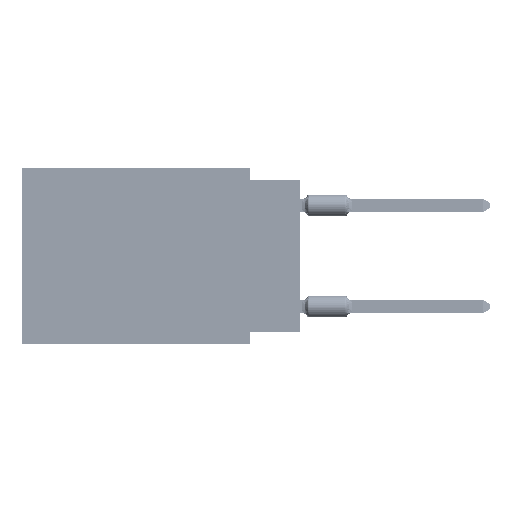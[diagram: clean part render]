
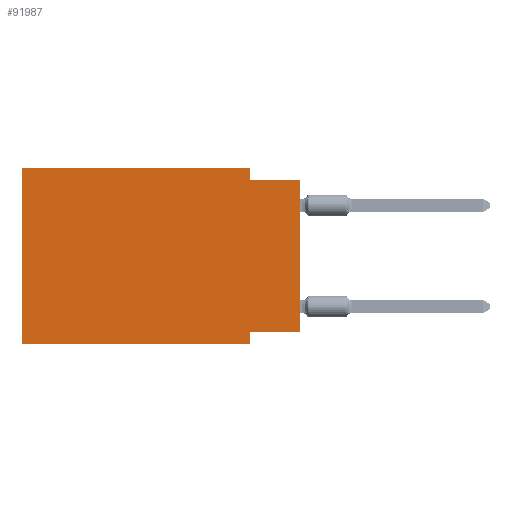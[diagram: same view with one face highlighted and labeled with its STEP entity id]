
A CAD part, left-side view. The second image highlights one B-rep face of the part: STEP entity #91987.
In plain terms, the highlighted planar face has unit normal (-1, 0, 0).
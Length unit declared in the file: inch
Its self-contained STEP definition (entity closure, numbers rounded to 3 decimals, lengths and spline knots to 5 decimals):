
#1587 = DIRECTION ( 'NONE',  ( 0., 0., 1. ) ) ;
#2009 = EDGE_CURVE ( 'NONE', #74157, #94398, #50983, .T. ) ;
#2296 = VERTEX_POINT ( 'NONE', #79839 ) ;
#2744 = VECTOR ( 'NONE', #93448, 39.37008 ) ;
#2952 = CARTESIAN_POINT ( 'NONE',  ( 0., 0.55, -0.35 ) ) ;
#4461 = PLANE ( 'NONE',  #52007 ) ;
#5208 = EDGE_CURVE ( 'NONE', #2296, #94398, #38814, .T. ) ;
#7500 = ORIENTED_EDGE ( 'NONE', *, *, #86394, .F. ) ;
#12243 = CARTESIAN_POINT ( 'NONE',  ( 0., 0.55, 0. ) ) ;
#12292 = LINE ( 'NONE', #87519, #33448 ) ;
#12817 = DIRECTION ( 'NONE',  ( 0., 0., -1. ) ) ;
#16125 = DIRECTION ( 'NONE',  ( 0., 0., 1. ) ) ;
#16842 = ORIENTED_EDGE ( 'NONE', *, *, #21216, .F. ) ;
#21028 = ORIENTED_EDGE ( 'NONE', *, *, #36818, .T. ) ;
#21216 = EDGE_CURVE ( 'NONE', #64925, #87234, #12292, .T. ) ;
#21484 = CARTESIAN_POINT ( 'NONE',  ( 0., 0.1, 0. ) ) ;
#21999 = LINE ( 'NONE', #12243, #72171 ) ;
#32067 = VECTOR ( 'NONE', #80395, 39.37008 ) ;
#33448 = VECTOR ( 'NONE', #12817, 39.37008 ) ;
#34849 = EDGE_CURVE ( 'NONE', #70798, #61972, #21999, .T. ) ;
#35177 = ORIENTED_EDGE ( 'NONE', *, *, #50826, .F. ) ;
#36654 = CARTESIAN_POINT ( 'NONE',  ( 0., 0.55, 0. ) ) ;
#36818 = EDGE_CURVE ( 'NONE', #77214, #87234, #95600, .T. ) ;
#37722 = DIRECTION ( 'NONE',  ( 0., 0., -1. ) ) ;
#38814 = LINE ( 'NONE', #98745, #80578 ) ;
#40053 = CARTESIAN_POINT ( 'NONE',  ( 0., 0., -0.325 ) ) ;
#40151 = CARTESIAN_POINT ( 'NONE',  ( 0., 0., 0. ) ) ;
#44459 = CARTESIAN_POINT ( 'NONE',  ( 0., 0., -0.025 ) ) ;
#49881 = ORIENTED_EDGE ( 'NONE', *, *, #34849, .F. ) ;
#50826 = EDGE_CURVE ( 'NONE', #74157, #64925, #60373, .T. ) ;
#50983 = LINE ( 'NONE', #40151, #99166 ) ;
#52007 = AXIS2_PLACEMENT_3D ( 'NONE', #36654, #104253, #37722 ) ;
#54891 = CARTESIAN_POINT ( 'NONE',  ( 0., 0.1, -0.35 ) ) ;
#55675 = DIRECTION ( 'NONE',  ( 0., -1., 0. ) ) ;
#60373 = LINE ( 'NONE', #101807, #91024 ) ;
#61021 = LINE ( 'NONE', #85020, #102923 ) ;
#61972 = VERTEX_POINT ( 'NONE', #76794 ) ;
#62197 = CARTESIAN_POINT ( 'NONE',  ( 0., 0.55, 0. ) ) ;
#64925 = VERTEX_POINT ( 'NONE', #100943 ) ;
#66072 = CARTESIAN_POINT ( 'NONE',  ( 0., 0.55, -0.35 ) ) ;
#66739 = EDGE_CURVE ( 'NONE', #77214, #70798, #61021, .T. ) ;
#68741 = EDGE_LOOP ( 'NONE', ( #102598, #77320, #7500, #49881, #95431, #21028, #16842, #35177 ) ) ;
#70798 = VERTEX_POINT ( 'NONE', #62197 ) ;
#72171 = VECTOR ( 'NONE', #104383, 39.37008 ) ;
#74157 = VERTEX_POINT ( 'NONE', #40053 ) ;
#76794 = CARTESIAN_POINT ( 'NONE',  ( 0., 0.1, 0. ) ) ;
#77214 = VERTEX_POINT ( 'NONE', #66072 ) ;
#77320 = ORIENTED_EDGE ( 'NONE', *, *, #5208, .F. ) ;
#79839 = CARTESIAN_POINT ( 'NONE',  ( 0., 0.1, -0.025 ) ) ;
#80395 = DIRECTION ( 'NONE',  ( 0., 0., -1. ) ) ;
#80578 = VECTOR ( 'NONE', #55675, 39.37008 ) ;
#83848 = DIRECTION ( 'NONE',  ( 0., 1., 0. ) ) ;
#85020 = CARTESIAN_POINT ( 'NONE',  ( 0., 0.55, 0. ) ) ;
#86394 = EDGE_CURVE ( 'NONE', #61972, #2296, #96201, .T. ) ;
#87234 = VERTEX_POINT ( 'NONE', #54891 ) ;
#87519 = CARTESIAN_POINT ( 'NONE',  ( 0., 0.1, -0.35 ) ) ;
#91024 = VECTOR ( 'NONE', #83848, 39.37008 ) ;
#91987 = ADVANCED_FACE ( 'NONE', ( #103181 ), #4461, .F. ) ;
#93448 = DIRECTION ( 'NONE',  ( 0., -1., 0. ) ) ;
#94398 = VERTEX_POINT ( 'NONE', #44459 ) ;
#95431 = ORIENTED_EDGE ( 'NONE', *, *, #66739, .F. ) ;
#95600 = LINE ( 'NONE', #2952, #2744 ) ;
#96201 = LINE ( 'NONE', #21484, #32067 ) ;
#98745 = CARTESIAN_POINT ( 'NONE',  ( 0., 0., -0.025 ) ) ;
#99166 = VECTOR ( 'NONE', #16125, 39.37008 ) ;
#100943 = CARTESIAN_POINT ( 'NONE',  ( 0., 0.1, -0.325 ) ) ;
#101807 = CARTESIAN_POINT ( 'NONE',  ( 0., 0., -0.325 ) ) ;
#102598 = ORIENTED_EDGE ( 'NONE', *, *, #2009, .T. ) ;
#102923 = VECTOR ( 'NONE', #1587, 39.37008 ) ;
#103181 = FACE_OUTER_BOUND ( 'NONE', #68741, .T. ) ;
#104253 = DIRECTION ( 'NONE',  ( 1., 0., 0. ) ) ;
#104383 = DIRECTION ( 'NONE',  ( 0., -1., 0. ) ) ;
